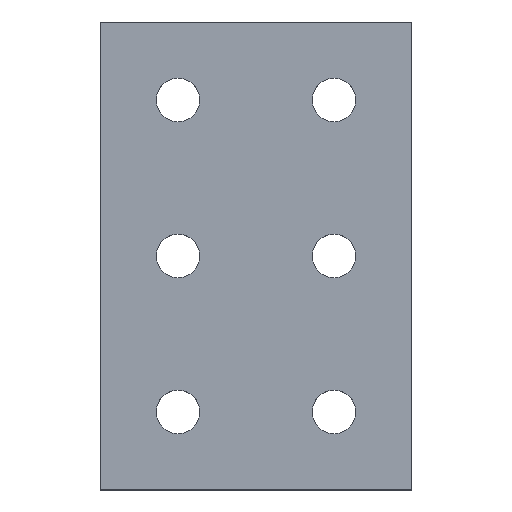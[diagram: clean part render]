
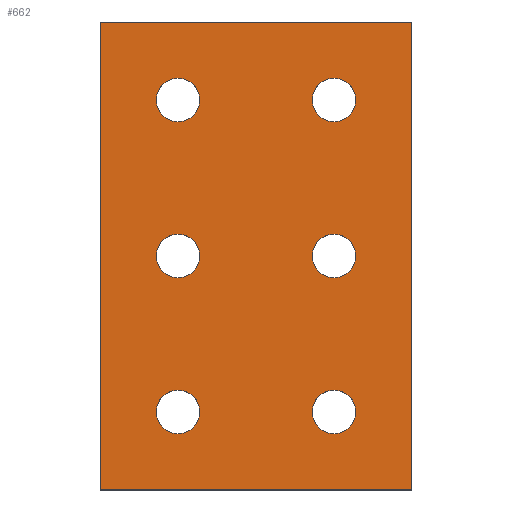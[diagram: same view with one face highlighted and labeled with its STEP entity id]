
A CAD part, top view. The second image highlights one B-rep face of the part: STEP entity #662.
In plain terms, the highlighted planar face has unit normal (0, 0, 1).
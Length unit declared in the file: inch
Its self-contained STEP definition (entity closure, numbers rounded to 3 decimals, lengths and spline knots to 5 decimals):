
#78=CARTESIAN_POINT('',(0.14,1.0,0.188));
#79=VERTEX_POINT('',#78);
#95=CARTESIAN_POINT('',(-0.14,1.0,0.188));
#96=VERTEX_POINT('',#95);
#103=CARTESIAN_POINT('',(0.0,1.0,0.188));
#104=DIRECTION('',(0.0,0.0,-1.0));
#105=DIRECTION('',(1.0,0.0,0.0));
#106=AXIS2_PLACEMENT_3D('',#103,#104,#105);
#107=CIRCLE('',#106,0.14);
#108=EDGE_CURVE('',#79,#96,#107,.T.);
#120=CARTESIAN_POINT('',(0.14,0.0,0.188));
#121=VERTEX_POINT('',#120);
#137=CARTESIAN_POINT('',(-0.14,0.,0.188));
#138=VERTEX_POINT('',#137);
#145=CARTESIAN_POINT('',(0.0,0.0,0.188));
#146=DIRECTION('',(0.0,0.0,-1.0));
#147=DIRECTION('',(1.0,0.0,0.0));
#148=AXIS2_PLACEMENT_3D('',#145,#146,#147);
#149=CIRCLE('',#148,0.14);
#150=EDGE_CURVE('',#121,#138,#149,.T.);
#162=CARTESIAN_POINT('',(1.14,0.0,0.188));
#163=VERTEX_POINT('',#162);
#179=CARTESIAN_POINT('',(0.86,0.,0.188));
#180=VERTEX_POINT('',#179);
#187=CARTESIAN_POINT('',(1.0,0.0,0.188));
#188=DIRECTION('',(0.0,0.0,-1.0));
#189=DIRECTION('',(1.0,0.0,0.0));
#190=AXIS2_PLACEMENT_3D('',#187,#188,#189);
#191=CIRCLE('',#190,0.14);
#192=EDGE_CURVE('',#163,#180,#191,.T.);
#204=CARTESIAN_POINT('',(1.14,1.0,0.188));
#205=VERTEX_POINT('',#204);
#221=CARTESIAN_POINT('',(0.86,1.0,0.188));
#222=VERTEX_POINT('',#221);
#229=CARTESIAN_POINT('',(1.0,1.0,0.188));
#230=DIRECTION('',(0.0,0.0,-1.0));
#231=DIRECTION('',(1.0,0.0,0.0));
#232=AXIS2_PLACEMENT_3D('',#229,#230,#231);
#233=CIRCLE('',#232,0.14);
#234=EDGE_CURVE('',#205,#222,#233,.T.);
#246=CARTESIAN_POINT('',(0.14,2.0,0.188));
#247=VERTEX_POINT('',#246);
#263=CARTESIAN_POINT('',(-0.14,2.0,0.188));
#264=VERTEX_POINT('',#263);
#271=CARTESIAN_POINT('',(0.0,2.0,0.188));
#272=DIRECTION('',(0.0,0.0,-1.0));
#273=DIRECTION('',(1.0,0.0,0.0));
#274=AXIS2_PLACEMENT_3D('',#271,#272,#273);
#275=CIRCLE('',#274,0.14);
#276=EDGE_CURVE('',#247,#264,#275,.T.);
#288=CARTESIAN_POINT('',(1.14,2.0,0.188));
#289=VERTEX_POINT('',#288);
#305=CARTESIAN_POINT('',(0.86,2.0,0.188));
#306=VERTEX_POINT('',#305);
#313=CARTESIAN_POINT('',(1.0,2.0,0.188));
#314=DIRECTION('',(0.0,0.0,-1.0));
#315=DIRECTION('',(1.0,0.0,0.0));
#316=AXIS2_PLACEMENT_3D('',#313,#314,#315);
#317=CIRCLE('',#316,0.14);
#318=EDGE_CURVE('',#289,#306,#317,.T.);
#329=CARTESIAN_POINT('',(1.0,2.0,0.188));
#330=DIRECTION('',(0.0,0.0,-1.0));
#331=DIRECTION('',(1.0,0.0,0.0));
#332=AXIS2_PLACEMENT_3D('',#329,#330,#331);
#333=CIRCLE('',#332,0.14);
#334=EDGE_CURVE('',#306,#289,#333,.T.);
#353=CARTESIAN_POINT('',(0.0,2.0,0.188));
#354=DIRECTION('',(0.0,0.0,-1.0));
#355=DIRECTION('',(1.0,0.0,0.0));
#356=AXIS2_PLACEMENT_3D('',#353,#354,#355);
#357=CIRCLE('',#356,0.14);
#358=EDGE_CURVE('',#264,#247,#357,.T.);
#377=CARTESIAN_POINT('',(1.0,1.0,0.188));
#378=DIRECTION('',(0.0,0.0,-1.0));
#379=DIRECTION('',(1.0,0.0,0.0));
#380=AXIS2_PLACEMENT_3D('',#377,#378,#379);
#381=CIRCLE('',#380,0.14);
#382=EDGE_CURVE('',#222,#205,#381,.T.);
#401=CARTESIAN_POINT('',(1.0,0.0,0.188));
#402=DIRECTION('',(0.0,0.0,-1.0));
#403=DIRECTION('',(1.0,0.0,0.0));
#404=AXIS2_PLACEMENT_3D('',#401,#402,#403);
#405=CIRCLE('',#404,0.14);
#406=EDGE_CURVE('',#180,#163,#405,.T.);
#425=CARTESIAN_POINT('',(0.0,0.0,0.188));
#426=DIRECTION('',(0.0,0.0,-1.0));
#427=DIRECTION('',(1.0,0.0,0.0));
#428=AXIS2_PLACEMENT_3D('',#425,#426,#427);
#429=CIRCLE('',#428,0.14);
#430=EDGE_CURVE('',#138,#121,#429,.T.);
#449=CARTESIAN_POINT('',(0.0,1.0,0.188));
#450=DIRECTION('',(0.0,0.0,-1.0));
#451=DIRECTION('',(1.0,0.0,0.0));
#452=AXIS2_PLACEMENT_3D('',#449,#450,#451);
#453=CIRCLE('',#452,0.14);
#454=EDGE_CURVE('',#96,#79,#453,.T.);
#472=CARTESIAN_POINT('',(-0.5,-0.5,0.188));
#473=VERTEX_POINT('',#472);
#474=CARTESIAN_POINT('',(-0.5,2.5,0.188));
#475=VERTEX_POINT('',#474);
#476=CARTESIAN_POINT('',(-0.5,-0.5,0.188));
#477=DIRECTION('',(0.0,1.0,0.0));
#478=VECTOR('',#477,3.0);
#479=LINE('',#476,#478);
#480=EDGE_CURVE('',#473,#475,#479,.T.);
#512=CARTESIAN_POINT('',(1.5,2.5,0.188));
#513=VERTEX_POINT('',#512);
#514=CARTESIAN_POINT('',(-0.5,2.5,0.188));
#515=DIRECTION('',(1.0,0.0,0.0));
#516=VECTOR('',#515,2.0);
#517=LINE('',#514,#516);
#518=EDGE_CURVE('',#475,#513,#517,.T.);
#543=CARTESIAN_POINT('',(1.5,-0.5,0.188));
#544=VERTEX_POINT('',#543);
#545=CARTESIAN_POINT('',(1.5,2.5,0.188));
#546=DIRECTION('',(0.0,-1.0,0.0));
#547=VECTOR('',#546,3.0);
#548=LINE('',#545,#547);
#549=EDGE_CURVE('',#513,#544,#548,.T.);
#574=CARTESIAN_POINT('',(1.5,-0.5,0.188));
#575=DIRECTION('',(-1.0,0.0,0.0));
#576=VECTOR('',#575,2.0);
#577=LINE('',#574,#576);
#578=EDGE_CURVE('',#544,#473,#577,.T.);
#627=CARTESIAN_POINT('',(-0.5,-0.5,0.188));
#628=DIRECTION('',(0.0,0.0,-1.0));
#629=DIRECTION('',(-1.0,0.0,0.0));
#630=AXIS2_PLACEMENT_3D('',#627,#628,#629);
#631=PLANE('',#630);
#632=ORIENTED_EDGE('',*,*,#480,.F.);
#633=ORIENTED_EDGE('',*,*,#578,.F.);
#634=ORIENTED_EDGE('',*,*,#549,.F.);
#635=ORIENTED_EDGE('',*,*,#518,.F.);
#636=EDGE_LOOP('',(#632,#633,#634,#635));
#637=FACE_OUTER_BOUND('',#636,.T.);
#638=ORIENTED_EDGE('',*,*,#318,.T.);
#639=ORIENTED_EDGE('',*,*,#334,.T.);
#640=EDGE_LOOP('',(#638,#639));
#641=FACE_BOUND('',#640,.T.);
#642=ORIENTED_EDGE('',*,*,#276,.T.);
#643=ORIENTED_EDGE('',*,*,#358,.T.);
#644=EDGE_LOOP('',(#642,#643));
#645=FACE_BOUND('',#644,.T.);
#646=ORIENTED_EDGE('',*,*,#234,.T.);
#647=ORIENTED_EDGE('',*,*,#382,.T.);
#648=EDGE_LOOP('',(#646,#647));
#649=FACE_BOUND('',#648,.T.);
#650=ORIENTED_EDGE('',*,*,#192,.T.);
#651=ORIENTED_EDGE('',*,*,#406,.T.);
#652=EDGE_LOOP('',(#650,#651));
#653=FACE_BOUND('',#652,.T.);
#654=ORIENTED_EDGE('',*,*,#150,.T.);
#655=ORIENTED_EDGE('',*,*,#430,.T.);
#656=EDGE_LOOP('',(#654,#655));
#657=FACE_BOUND('',#656,.T.);
#658=ORIENTED_EDGE('',*,*,#108,.T.);
#659=ORIENTED_EDGE('',*,*,#454,.T.);
#660=EDGE_LOOP('',(#658,#659));
#661=FACE_BOUND('',#660,.T.);
#662=ADVANCED_FACE('',(#637,#641,#645,#649,#653,#657,#661),#631,.F.);
